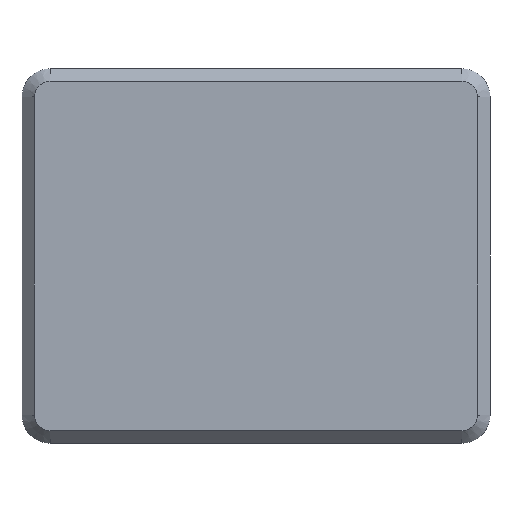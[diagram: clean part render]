
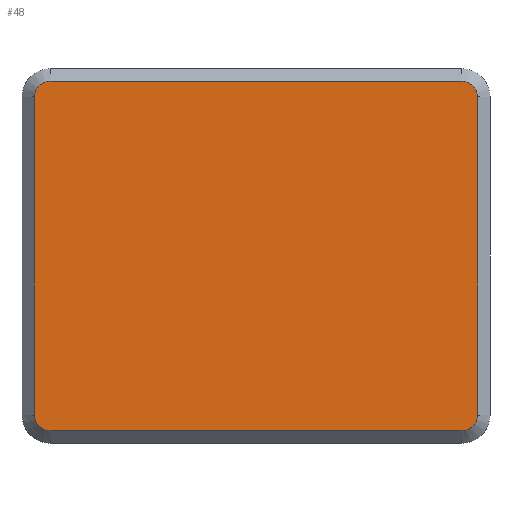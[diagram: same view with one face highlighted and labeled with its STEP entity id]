
A CAD part, top view. The second image highlights one B-rep face of the part: STEP entity #48.
In plain terms, the highlighted planar face has unit normal (0, 0, 1).
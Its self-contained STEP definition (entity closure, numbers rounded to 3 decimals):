
#48=ADVANCED_FACE('',(#58),#60,.T.);
#58=FACE_BOUND('',#59,.T.);
#59=EDGE_LOOP('',(#128,#129,#130,#131,#132,#133,#134,#135));
#60=PLANE('',#61);
#61=AXIS2_PLACEMENT_3D('',#62,#63,#64);
#62=CARTESIAN_POINT('',(0.,0.,1.));
#63=DIRECTION('',(0.,0.,1.));
#64=DIRECTION('',(-1.,0.,0.));
#128=ORIENTED_EDGE('',*,*,#176,.T.);
#129=ORIENTED_EDGE('',*,*,#177,.F.);
#130=ORIENTED_EDGE('',*,*,#178,.T.);
#131=ORIENTED_EDGE('',*,*,#179,.F.);
#132=ORIENTED_EDGE('',*,*,#180,.T.);
#133=ORIENTED_EDGE('',*,*,#181,.F.);
#134=ORIENTED_EDGE('',*,*,#182,.T.);
#135=ORIENTED_EDGE('',*,*,#183,.F.);
#176=EDGE_CURVE('',#200,#201,#202,.T.);
#177=EDGE_CURVE('',#203,#201,#204,.F.);
#178=EDGE_CURVE('',#203,#205,#206,.T.);
#179=EDGE_CURVE('',#207,#205,#208,.F.);
#180=EDGE_CURVE('',#207,#209,#210,.T.);
#181=EDGE_CURVE('',#211,#209,#212,.F.);
#182=EDGE_CURVE('',#211,#213,#214,.T.);
#183=EDGE_CURVE('',#200,#213,#215,.F.);
#200=VERTEX_POINT('',#240);
#201=VERTEX_POINT('',#241);
#202=LINE('',#242,#243);
#203=VERTEX_POINT('',#245);
#204=CIRCLE('',#246,1.25);
#205=VERTEX_POINT('',#250);
#206=LINE('',#251,#252);
#207=VERTEX_POINT('',#254);
#208=CIRCLE('',#255,1.25);
#209=VERTEX_POINT('',#259);
#210=LINE('',#260,#261);
#211=VERTEX_POINT('',#263);
#212=CIRCLE('',#264,1.25);
#213=VERTEX_POINT('',#268);
#214=LINE('',#269,#270);
#215=CIRCLE('',#272,1.25);
#240=CARTESIAN_POINT('',(16.5,14.,1.));
#241=CARTESIAN_POINT('',(-16.5,14.,1.));
#242=CARTESIAN_POINT('',(16.5,14.,1.));
#243=VECTOR('',#244,1.);
#244=DIRECTION('',(-1.,0.,0.));
#245=CARTESIAN_POINT('',(-17.75,12.75,1.));
#246=AXIS2_PLACEMENT_3D('',#247,#248,#249);
#247=CARTESIAN_POINT('',(-16.5,12.75,1.));
#248=DIRECTION('',(0.,0.,1.));
#249=DIRECTION('',(0.,1.,0.));
#250=CARTESIAN_POINT('',(-17.75,-12.75,1.));
#251=CARTESIAN_POINT('',(-17.75,12.75,1.));
#252=VECTOR('',#253,1.);
#253=DIRECTION('',(0.,-1.,0.));
#254=CARTESIAN_POINT('',(-16.5,-14.,1.));
#255=AXIS2_PLACEMENT_3D('',#256,#257,#258);
#256=CARTESIAN_POINT('',(-16.5,-12.75,1.));
#257=DIRECTION('',(0.,0.,1.));
#258=DIRECTION('',(-1.,0.,0.));
#259=CARTESIAN_POINT('',(16.5,-14.,1.));
#260=CARTESIAN_POINT('',(-16.5,-14.,1.));
#261=VECTOR('',#262,1.);
#262=DIRECTION('',(1.,0.,0.));
#263=CARTESIAN_POINT('',(17.75,-12.75,1.));
#264=AXIS2_PLACEMENT_3D('',#265,#266,#267);
#265=CARTESIAN_POINT('',(16.5,-12.75,1.));
#266=DIRECTION('',(0.,0.,1.));
#267=DIRECTION('',(0.,-1.,0.));
#268=CARTESIAN_POINT('',(17.75,12.75,1.));
#269=CARTESIAN_POINT('',(17.75,-12.75,1.));
#270=VECTOR('',#271,1.);
#271=DIRECTION('',(0.,1.,0.));
#272=AXIS2_PLACEMENT_3D('',#273,#274,#275);
#273=CARTESIAN_POINT('',(16.5,12.75,1.));
#274=DIRECTION('',(0.,0.,1.));
#275=DIRECTION('',(1.,0.,0.));
